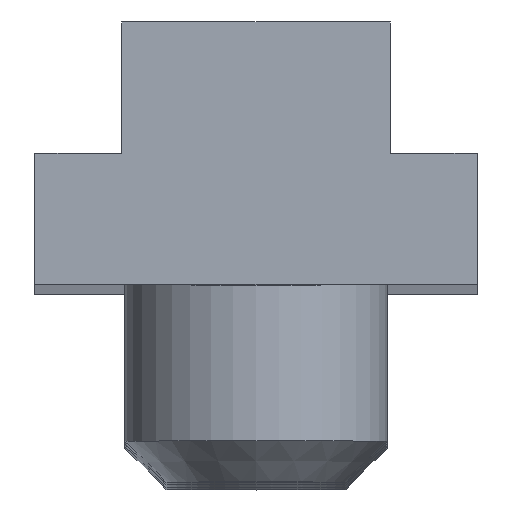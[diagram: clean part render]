
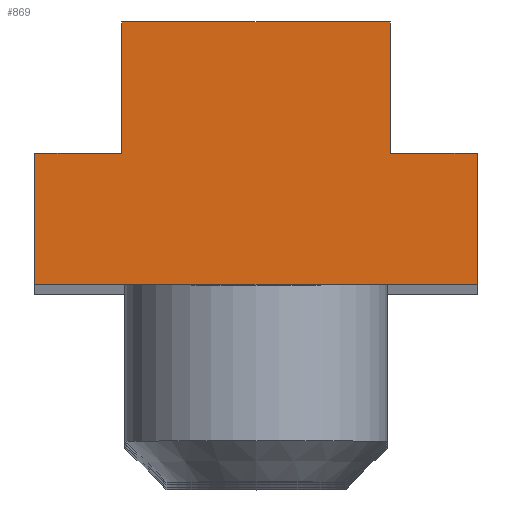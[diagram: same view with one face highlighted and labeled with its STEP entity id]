
A CAD part, top view. The second image highlights one B-rep face of the part: STEP entity #869.
In plain terms, the highlighted planar face has unit normal (0, 0, 1).
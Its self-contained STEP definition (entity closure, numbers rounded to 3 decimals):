
#869=ADVANCED_FACE('',(#942),#943,.F.);
#942=FACE_OUTER_BOUND('',#1016,.T.);
#943=PLANE('',#1017);
#1016=EDGE_LOOP('',(#1233,#1234,#1235,#1236,#1237,#1238,#1239,#1240));
#1017=AXIS2_PLACEMENT_3D('',#1241,#1242,#1243);
#1233=ORIENTED_EDGE('',*,*,#1321,.F.);
#1234=ORIENTED_EDGE('',*,*,#1311,.F.);
#1235=ORIENTED_EDGE('',*,*,#1290,.F.);
#1236=ORIENTED_EDGE('',*,*,#1287,.F.);
#1237=ORIENTED_EDGE('',*,*,#1284,.F.);
#1238=ORIENTED_EDGE('',*,*,#1294,.F.);
#1239=ORIENTED_EDGE('',*,*,#1297,.F.);
#1240=ORIENTED_EDGE('',*,*,#1300,.F.);
#1241=CARTESIAN_POINT('',(-6.75,4.0,90.0));
#1242=DIRECTION('',(0.0,0.0,-1.0));
#1243=DIRECTION('',(0.0,-1.0,0.0));
#1284=EDGE_CURVE('',#1379,#1381,#1382,.T.);
#1287=EDGE_CURVE('',#1381,#1386,#1387,.T.);
#1290=EDGE_CURVE('',#1386,#1391,#1392,.T.);
#1294=EDGE_CURVE('',#1396,#1379,#1398,.T.);
#1297=EDGE_CURVE('',#1401,#1396,#1403,.T.);
#1300=EDGE_CURVE('',#1406,#1401,#1408,.T.);
#1311=EDGE_CURVE('',#1391,#1426,#1427,.T.);
#1321=EDGE_CURVE('',#1426,#1406,#1439,.T.);
#1379=VERTEX_POINT('',#1556);
#1381=VERTEX_POINT('',#1559);
#1382=LINE('',#1560,#1561);
#1386=VERTEX_POINT('',#1567);
#1387=LINE('',#1568,#1569);
#1391=VERTEX_POINT('',#1575);
#1392=LINE('',#1576,#1577);
#1396=VERTEX_POINT('',#1583);
#1398=LINE('',#1586,#1587);
#1401=VERTEX_POINT('',#1591);
#1403=LINE('',#1594,#1595);
#1406=VERTEX_POINT('',#1599);
#1408=LINE('',#1602,#1603);
#1426=VERTEX_POINT('',#1628);
#1427=LINE('',#1629,#1630);
#1439=LINE('',#1646,#1647);
#1556=CARTESIAN_POINT('',(-4.1,4.0,90.0));
#1559=CARTESIAN_POINT('',(4.1,4.0,90.0));
#1560=CARTESIAN_POINT('',(-6.75,4.0,90.0));
#1561=VECTOR('',#1698,1.0);
#1567=CARTESIAN_POINT('',(4.1,0.,90.0));
#1568=CARTESIAN_POINT('',(4.1,4.0,90.0));
#1569=VECTOR('',#1701,1.0);
#1575=CARTESIAN_POINT('',(6.75,0.,90.0));
#1576=CARTESIAN_POINT('',(-6.75,0.0,90.0));
#1577=VECTOR('',#1704,1.0);
#1583=CARTESIAN_POINT('',(-4.1,0.,90.0));
#1586=CARTESIAN_POINT('',(-4.1,4.0,90.0));
#1587=VECTOR('',#1708,1.0);
#1591=CARTESIAN_POINT('',(-6.75,0.,90.0));
#1594=CARTESIAN_POINT('',(-6.75,0.0,90.0));
#1595=VECTOR('',#1711,1.0);
#1599=CARTESIAN_POINT('',(-6.75,-4.0,90.0));
#1602=CARTESIAN_POINT('',(-6.75,-4.0,90.0));
#1603=VECTOR('',#1714,1.0);
#1628=CARTESIAN_POINT('',(6.75,-4.0,90.0));
#1629=CARTESIAN_POINT('',(6.75,-4.0,90.0));
#1630=VECTOR('',#1731,1.0);
#1646=CARTESIAN_POINT('',(-6.75,-4.0,90.0));
#1647=VECTOR('',#1751,1.0);
#1698=DIRECTION('',(1.0,0.0,0.0));
#1701=DIRECTION('',(0.0,-1.0,0.0));
#1704=DIRECTION('',(1.0,0.0,0.0));
#1708=DIRECTION('',(0.0,1.0,0.0));
#1711=DIRECTION('',(1.0,0.0,0.0));
#1714=DIRECTION('',(0.0,1.0,0.0));
#1731=DIRECTION('',(0.0,-1.0,0.0));
#1751=DIRECTION('',(-1.0,0.0,0.0));
